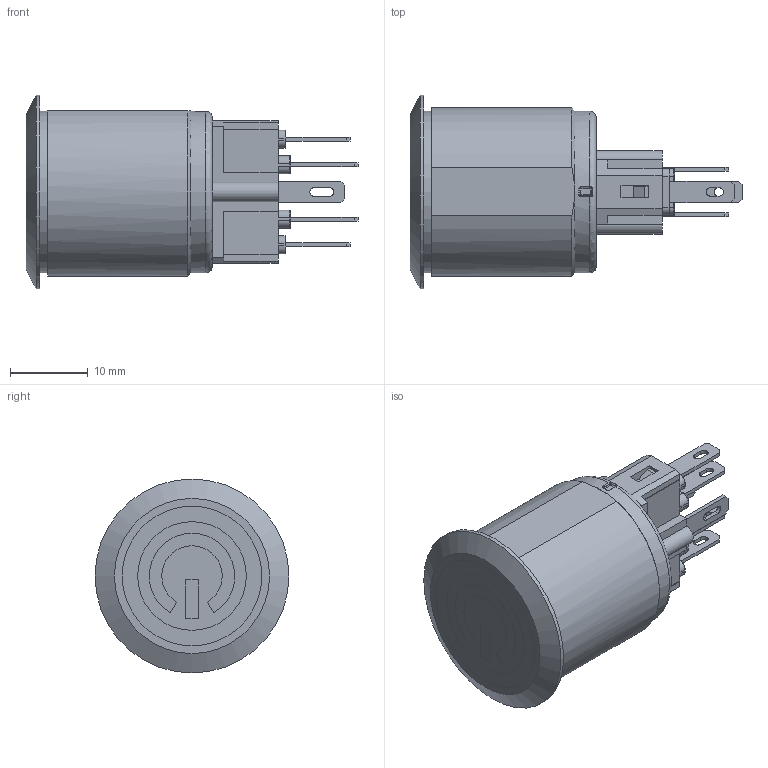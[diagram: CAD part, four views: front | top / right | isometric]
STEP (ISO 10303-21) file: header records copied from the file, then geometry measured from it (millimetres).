
FILE_DESCRIPTION(/* description */ (''),/* implementation_level */ '2;1');
FILE_NAME(/* name */ '100102672_Shrinkwrap_1.stp',/* time_stamp */ '2023-03-01T09:49:03-06:00',/* author */ ('jmeyers'),/* organization */ (''),/* preprocessor_version */ 'ST-DEVELOPER v18.1',/* originating_system */ 'Autodesk Inventor 2020',/* authorisation */ '');
FILE_SCHEMA (('AUTOMOTIVE_DESIGN { 1 0 10303 214 3 1 1 }'));
Length unit declared in the file: millimetre
Products named in the file (1): 100102672_Shrinkwrap_1
Bounding box: 42.8 x 25 x 25 mm (x, y, z)
Volume: 10058.8 mm3; surface area: 3636.8 mm2
Topology: 1 solids, 1 shells, 280 faces, 708 edges, 436 vertices
Faces by surface type: plane 172, cylinder 77, torus 19, bspline 6, sphere 4, cone 2
Full cylindrical faces by diameter (mm): 1.85 x1, 14 x1, 18 x1, 20.8 x2, 25 x1
Entity records: 8565 total; most frequent: CARTESIAN_POINT 1664, DIRECTION 1435, ORIENTED_EDGE 1416, EDGE_CURVE 708, LINE 505, VECTOR 505, AXIS2_PLACEMENT_3D 465, VERTEX_POINT 436
